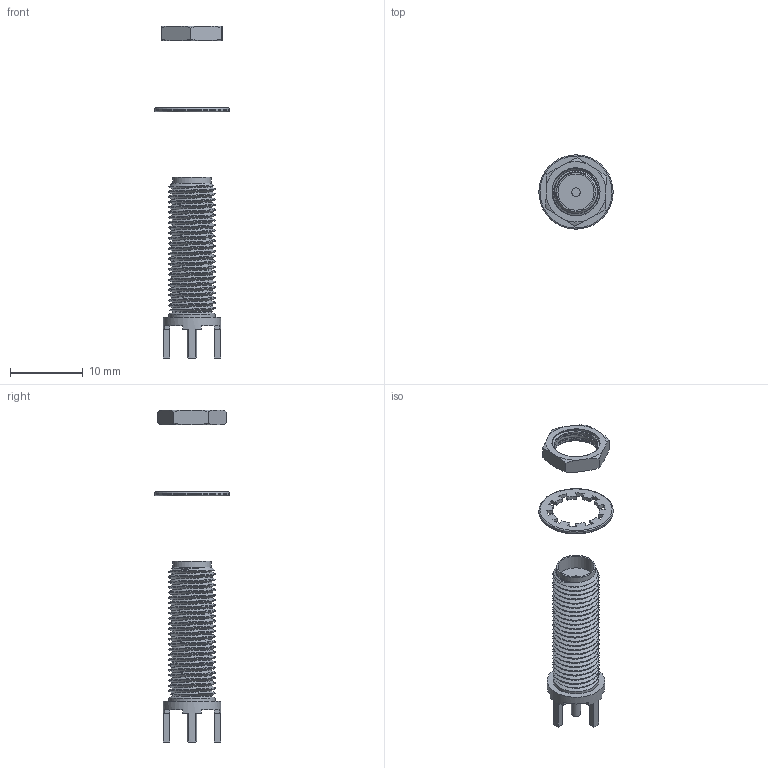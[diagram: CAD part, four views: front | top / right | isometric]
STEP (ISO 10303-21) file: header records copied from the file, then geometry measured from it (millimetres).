
FILE_DESCRIPTION(/* description */ ('Unknown'),/* implementation_level */ '2;1');
FILE_NAME(/* name */ '60312042114504',/* time_stamp */ '2018-09-19T15:38:44+02:00',/* author */ ('Unknown'),/* organization */ ('Unknown'),/* preprocessor_version */ 'ST-DEVELOPER v16.7',/* originating_system */ 'DEX',/* authorisation */ $);
FILE_SCHEMA (('AUTOMOTIVE_DESIGN {1 0 10303 214 3 1 1}'));
Length unit declared in the file: millimetre
Products named in the file (1): 60312042114504
Bounding box: 10.19 x 10.19 x 45.55 mm (x, y, z)
Volume: 585.7 mm3; surface area: 1267.1 mm2
Topology: 3 solids, 4 shells, 140 faces, 377 edges, 251 vertices
Faces by surface type: plane 76, cylinder 38, torus 14, cone 8, bspline 4
Full cylindrical faces by diameter (mm): 1 x1, 1.27 x2, 1.56 x1, 3.9 x1, 4.95 x1, 5.35 x1, 6.33 x1, 7.92 x1, 10.2 x1
Entity records: 7732 total; most frequent: CARTESIAN_POINT 3870, ORIENTED_EDGE 690, DIRECTION 690, EDGE_CURVE 345, AXIS2_PLACEMENT_3D 252, VERTEX_POINT 238, LINE 186, VECTOR 186
